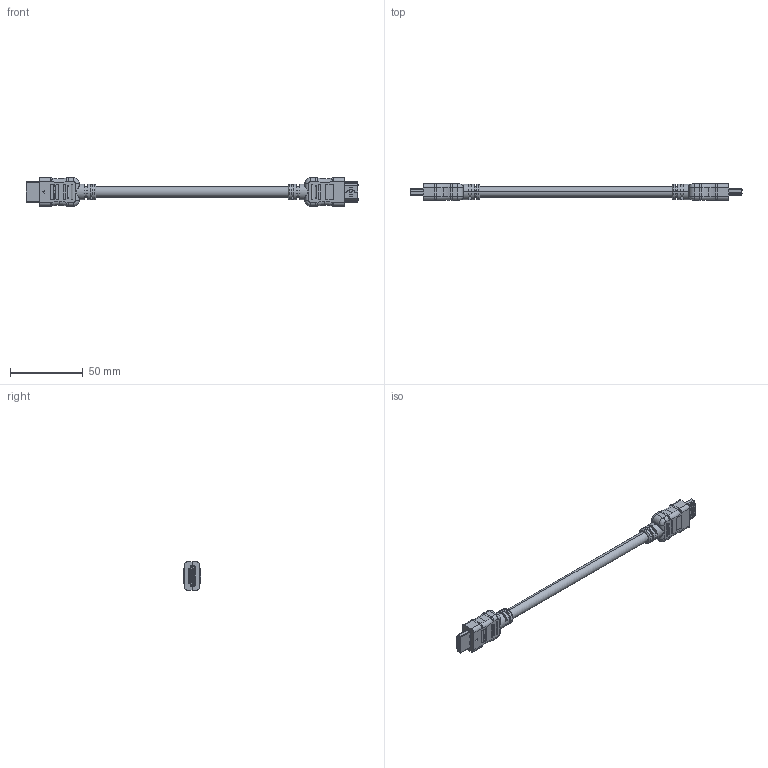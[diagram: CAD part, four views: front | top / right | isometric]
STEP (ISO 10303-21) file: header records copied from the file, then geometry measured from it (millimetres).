
FILE_DESCRIPTION (( 'STEP AP214' ), '1' );
FILE_NAME ('VHA00021-3M_3D.STEP', '2020-11-03T20:52:37', ( '' ), ( '' ), 'SwSTEP 2.0', 'SolidWorks 2018', '' );
FILE_SCHEMA (( 'AUTOMOTIVE_DESIGN' ));
Length unit declared in the file: millimetre
Products named in the file (8): 1AH05-007-MA2___; 3AB14-022-MA2; 1AH05-007-BACK SHELL_CLOSED; 1AH05-007-MA1___; 3AB19-022_HDMI Logo No L-com Logo; 1AH05-007_CLOSED; VHA00021-3M_3D; 3AB19-023_HDMI Logo No L-com Logo
Assembly tree (8 placements, depth 4):
  VHA00021-3M_3D
    3AB14-022-MA2
    3AB19-023_HDMI Logo No L-com Logo  x2
      3AB19-022_HDMI Logo No L-com Logo
      1AH05-007_CLOSED
        1AH05-007-MA2___
        1AH05-007-MA1___
        1AH05-007-BACK SHELL_CLOSED
Bounding box: 228.5 x 11.82 x 19.5 mm (x, y, z)
Volume: 20267.6 mm3; surface area: 18029.7 mm2
Topology: 47 solids, 47 shells, 4534 faces, 11870 edges, 7814 vertices
Faces by surface type: plane 3814, cylinder 508, bspline 108, torus 72, sphere 32
Entity records: 77281 total; most frequent: CARTESIAN_POINT 15503, ORIENTED_EDGE 11812, DIRECTION 10831, EDGE_CURVE 5906, LINE 5157, VECTOR 5157, VERTEX_POINT 3897, AXIS2_PLACEMENT_3D 2837
